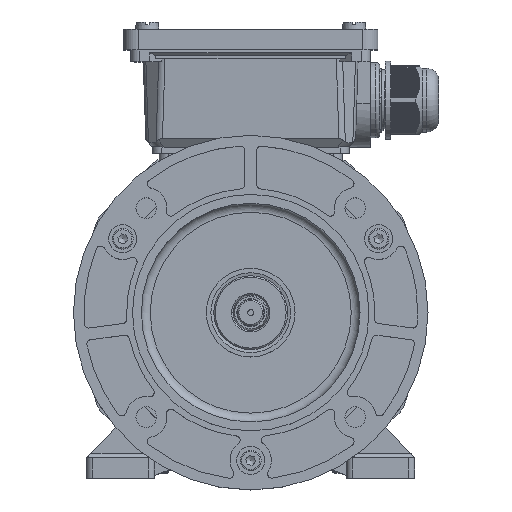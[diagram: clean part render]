
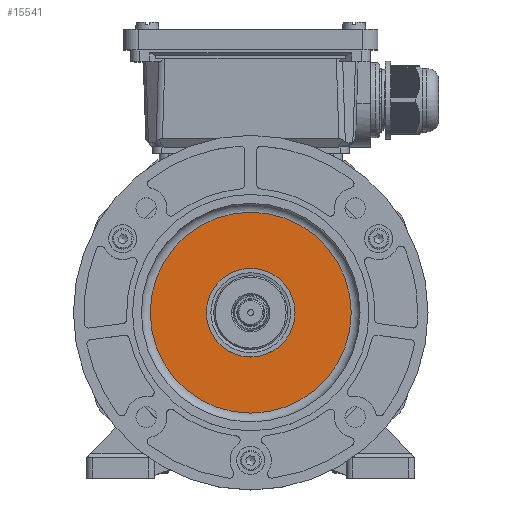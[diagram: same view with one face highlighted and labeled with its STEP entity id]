
A CAD part, top view. The second image highlights one B-rep face of the part: STEP entity #15541.
In plain terms, the highlighted planar face has unit normal (0, 0, 1).
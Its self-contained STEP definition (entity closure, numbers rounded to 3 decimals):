
#1235=PLANE('',#62955);
#2909=FACE_BOUND('',#22135,.T.);
#2910=FACE_BOUND('',#22136,.T.);
#15541=ADVANCED_FACE('',(#2909,#2910),#1235,.F.);
#22135=EDGE_LOOP('',(#33407));
#22136=EDGE_LOOP('',(#33408,#33409));
#25775=CIRCLE('',#62745,15.);
#25945=CIRCLE('',#62953,34.);
#25946=CIRCLE('',#62954,15.);
#33407=ORIENTED_EDGE('',*,*,#53790,.T.);
#33408=ORIENTED_EDGE('',*,*,#53549,.F.);
#33409=ORIENTED_EDGE('',*,*,#53791,.F.);
#46738=VERTEX_POINT('',#92331);
#46739=VERTEX_POINT('',#92332);
#46911=VERTEX_POINT('',#92867);
#53549=EDGE_CURVE('',#46738,#46739,#25775,.T.);
#53790=EDGE_CURVE('',#46911,#46911,#25945,.T.);
#53791=EDGE_CURVE('',#46739,#46738,#25946,.T.);
#62745=AXIS2_PLACEMENT_3D('',#92330,#72315,#72316);
#62953=AXIS2_PLACEMENT_3D('',#92866,#72785,#72786);
#62954=AXIS2_PLACEMENT_3D('',#92868,#72787,#72788);
#62955=AXIS2_PLACEMENT_3D('',#92869,#72789,#72790);
#72315=DIRECTION('',(0.,0.,1.));
#72316=DIRECTION('',(1.,0.,0.));
#72785=DIRECTION('',(0.,0.,1.));
#72786=DIRECTION('',(-1.,0.,0.));
#72787=DIRECTION('',(0.,0.,1.));
#72788=DIRECTION('',(1.,0.,0.));
#72789=DIRECTION('',(0.,0.,-1.));
#72790=DIRECTION('',(1.,0.,0.));
#92330=CARTESIAN_POINT('',(3.419,-1.496,66.));
#92331=CARTESIAN_POINT('',(18.419,-1.496,66.));
#92332=CARTESIAN_POINT('',(-11.581,-1.496,66.));
#92866=CARTESIAN_POINT('',(3.419,-1.496,66.));
#92867=CARTESIAN_POINT('',(-30.581,-1.496,66.));
#92868=CARTESIAN_POINT('',(3.419,-1.496,66.));
#92869=CARTESIAN_POINT('',(3.419,13.504,66.));
